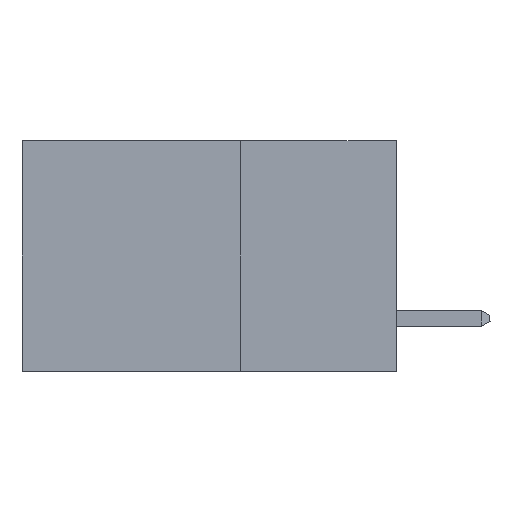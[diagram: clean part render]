
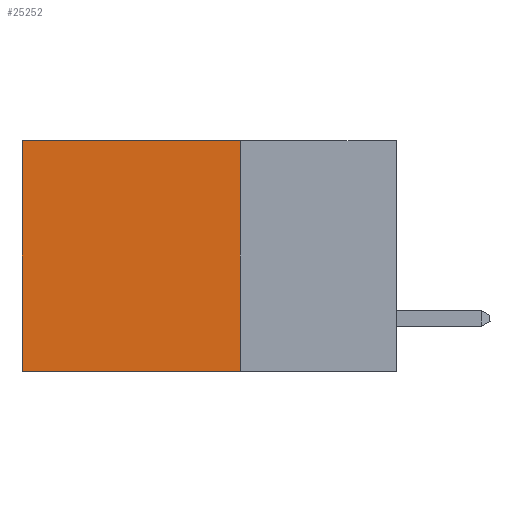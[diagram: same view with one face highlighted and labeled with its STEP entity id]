
A CAD part, left-side view. The second image highlights one B-rep face of the part: STEP entity #25252.
In plain terms, the highlighted planar face has unit normal (-1, 0, 0).
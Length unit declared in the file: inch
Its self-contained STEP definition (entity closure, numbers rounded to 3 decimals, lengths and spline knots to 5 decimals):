
#847 = CARTESIAN_POINT ( 'NONE',  ( 0.298, 0.25, -0.37 ) ) ;
#1190 = ORIENTED_EDGE ( 'NONE', *, *, #17604, .F. ) ;
#1552 = EDGE_CURVE ( 'NONE', #11632, #4092, #8466, .T. ) ;
#1763 = VECTOR ( 'NONE', #7009, 39.37008 ) ;
#2299 = VECTOR ( 'NONE', #7208, 39.37008 ) ;
#2689 = CARTESIAN_POINT ( 'NONE',  ( 0.298, 0.6, 0. ) ) ;
#4092 = VERTEX_POINT ( 'NONE', #10801 ) ;
#4127 = ORIENTED_EDGE ( 'NONE', *, *, #27324, .F. ) ;
#6113 = DIRECTION ( 'NONE',  ( 0., 1., 0. ) ) ;
#6290 = ORIENTED_EDGE ( 'NONE', *, *, #25574, .T. ) ;
#6439 = LINE ( 'NONE', #25224, #9126 ) ;
#7009 = DIRECTION ( 'NONE',  ( 0., 0., -1. ) ) ;
#7208 = DIRECTION ( 'NONE',  ( 0., 1., 0. ) ) ;
#7460 = PLANE ( 'NONE',  #12752 ) ;
#8466 = LINE ( 'NONE', #2689, #1763 ) ;
#8500 = CARTESIAN_POINT ( 'NONE',  ( 0.298, 0.6, 0. ) ) ;
#9000 = ORIENTED_EDGE ( 'NONE', *, *, #1552, .T. ) ;
#9126 = VECTOR ( 'NONE', #6113, 39.37008 ) ;
#10801 = CARTESIAN_POINT ( 'NONE',  ( 0.298, 0.6, -0.37 ) ) ;
#11226 = VERTEX_POINT ( 'NONE', #20831 ) ;
#11632 = VERTEX_POINT ( 'NONE', #8500 ) ;
#12752 = AXIS2_PLACEMENT_3D ( 'NONE', #22174, #15786, #16056 ) ;
#13662 = DIRECTION ( 'NONE',  ( 0., 0., -1. ) ) ;
#15722 = VERTEX_POINT ( 'NONE', #19553 ) ;
#15786 = DIRECTION ( 'NONE',  ( 1., 0., 0. ) ) ;
#16056 = DIRECTION ( 'NONE',  ( 0., 0., -1. ) ) ;
#16285 = LINE ( 'NONE', #847, #2299 ) ;
#17604 = EDGE_CURVE ( 'NONE', #15722, #11226, #19910, .T. ) ;
#19553 = CARTESIAN_POINT ( 'NONE',  ( 0.298, 0.25, 0. ) ) ;
#19910 = LINE ( 'NONE', #26380, #23931 ) ;
#20831 = CARTESIAN_POINT ( 'NONE',  ( 0.298, 0.25, -0.37 ) ) ;
#22174 = CARTESIAN_POINT ( 'NONE',  ( 0.298, 0.25, 0. ) ) ;
#22905 = EDGE_LOOP ( 'NONE', ( #9000, #4127, #1190, #6290 ) ) ;
#23931 = VECTOR ( 'NONE', #13662, 39.37008 ) ;
#25224 = CARTESIAN_POINT ( 'NONE',  ( 0.298, 0.25, 0. ) ) ;
#25252 = ADVANCED_FACE ( 'NONE', ( #26058 ), #7460, .F. ) ;
#25574 = EDGE_CURVE ( 'NONE', #15722, #11632, #6439, .T. ) ;
#26058 = FACE_OUTER_BOUND ( 'NONE', #22905, .T. ) ;
#26380 = CARTESIAN_POINT ( 'NONE',  ( 0.298, 0.25, 0. ) ) ;
#27324 = EDGE_CURVE ( 'NONE', #11226, #4092, #16285, .T. ) ;
